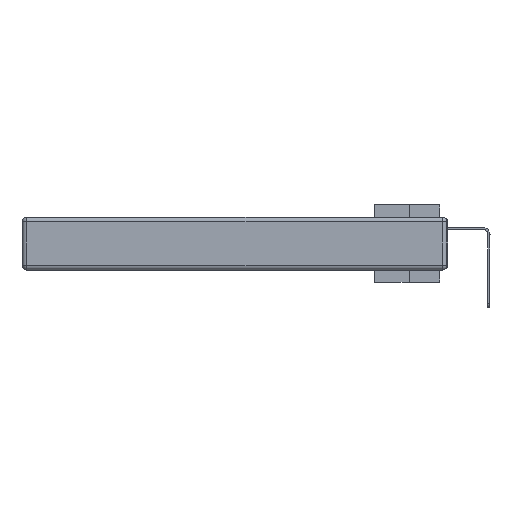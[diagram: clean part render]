
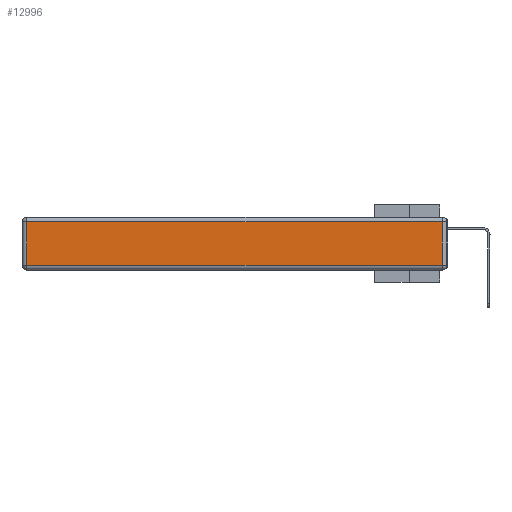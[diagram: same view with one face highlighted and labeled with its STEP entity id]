
A CAD part, left-side view. The second image highlights one B-rep face of the part: STEP entity #12996.
In plain terms, the highlighted planar face has unit normal (-1, 0, 0).
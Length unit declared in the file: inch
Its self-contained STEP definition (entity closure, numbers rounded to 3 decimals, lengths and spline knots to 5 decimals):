
#1411 = DIRECTION ( 'NONE',  ( 0., 0., 1. ) ) ;
#1826 = VECTOR ( 'NONE', #29602, 39.37008 ) ;
#2599 = EDGE_CURVE ( 'NONE', #33344, #13136, #9254, .T. ) ;
#2759 = CARTESIAN_POINT ( 'NONE',  ( 0., 2.72, -0.343 ) ) ;
#3003 = VECTOR ( 'NONE', #29096, 39.37008 ) ;
#4435 = EDGE_CURVE ( 'NONE', #27300, #33344, #30360, .T. ) ;
#4802 = EDGE_LOOP ( 'NONE', ( #33402, #9435, #33403, #30694 ) ) ;
#5730 = AXIS2_PLACEMENT_3D ( 'NONE', #22444, #25001, #27647 ) ;
#6265 = PLANE ( 'NONE',  #5730 ) ;
#9254 = LINE ( 'NONE', #23691, #3003 ) ;
#9435 = ORIENTED_EDGE ( 'NONE', *, *, #26471, .T. ) ;
#12996 = ADVANCED_FACE ( 'NONE', ( #30441 ), #6265, .T. ) ;
#13136 = VERTEX_POINT ( 'NONE', #33572 ) ;
#13484 = LINE ( 'NONE', #24314, #1826 ) ;
#13795 = CARTESIAN_POINT ( 'NONE',  ( 0., 2.72, -0.313 ) ) ;
#14143 = LINE ( 'NONE', #22684, #19999 ) ;
#19999 = VECTOR ( 'NONE', #1411, 39.37008 ) ;
#20103 = CARTESIAN_POINT ( 'NONE',  ( 0., 0.03, -0.03 ) ) ;
#21367 = DIRECTION ( 'NONE',  ( 0., 0., -1. ) ) ;
#22444 = CARTESIAN_POINT ( 'NONE',  ( 0., 0., -0.343 ) ) ;
#22684 = CARTESIAN_POINT ( 'NONE',  ( 0., 0.03, -0.343 ) ) ;
#23353 = VECTOR ( 'NONE', #21367, 39.37008 ) ;
#23691 = CARTESIAN_POINT ( 'NONE',  ( 0., 0., -0.313 ) ) ;
#24314 = CARTESIAN_POINT ( 'NONE',  ( 0., 2.75, -0.03 ) ) ;
#25001 = DIRECTION ( 'NONE',  ( -1., 0., 0. ) ) ;
#26471 = EDGE_CURVE ( 'NONE', #13136, #30687, #14143, .T. ) ;
#27300 = VERTEX_POINT ( 'NONE', #28523 ) ;
#27647 = DIRECTION ( 'NONE',  ( 0., 0., 1. ) ) ;
#28523 = CARTESIAN_POINT ( 'NONE',  ( 0., 2.72, -0.03 ) ) ;
#29096 = DIRECTION ( 'NONE',  ( 0., -1., 0. ) ) ;
#29602 = DIRECTION ( 'NONE',  ( 0., 1., 0. ) ) ;
#30360 = LINE ( 'NONE', #2759, #23353 ) ;
#30402 = EDGE_CURVE ( 'NONE', #30687, #27300, #13484, .T. ) ;
#30441 = FACE_OUTER_BOUND ( 'NONE', #4802, .T. ) ;
#30687 = VERTEX_POINT ( 'NONE', #20103 ) ;
#30694 = ORIENTED_EDGE ( 'NONE', *, *, #4435, .T. ) ;
#33344 = VERTEX_POINT ( 'NONE', #13795 ) ;
#33402 = ORIENTED_EDGE ( 'NONE', *, *, #2599, .T. ) ;
#33403 = ORIENTED_EDGE ( 'NONE', *, *, #30402, .T. ) ;
#33572 = CARTESIAN_POINT ( 'NONE',  ( 0., 0.03, -0.313 ) ) ;
